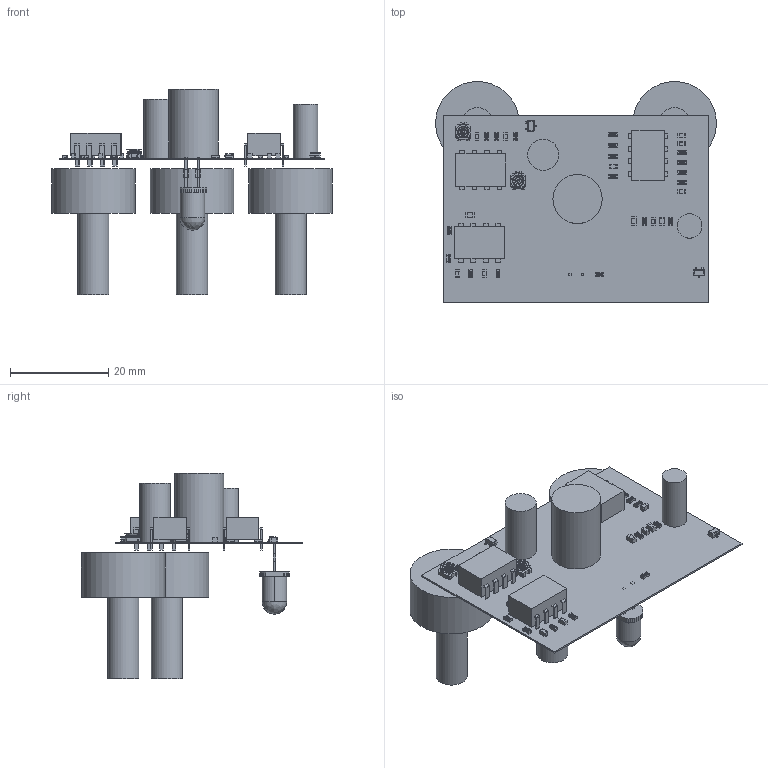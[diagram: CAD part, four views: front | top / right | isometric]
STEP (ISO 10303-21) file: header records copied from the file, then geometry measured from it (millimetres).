
FILE_DESCRIPTION(('Open CASCADE Model'),'2;1');
FILE_NAME('Open CASCADE Shape Model','2019-02-10T16:48:56',('Author'),( 'Open CASCADE'),'Open CASCADE STEP processor 6.8','Open CASCADE 6.8' ,'Unknown');
FILE_SCHEMA(('AUTOMOTIVE_DESIGN { 1 0 10303 214 1 1 1 1 }'));
Length unit declared in the file: millimetre
Products named in the file (109): PCB; Board; Open CASCADE STEP translator 6.8 2.1.1; C15; 7472847648; Extruded; 7472847168; C14; capacitor_0603; C13; C6; 7472850208; Cylinder; C1; 7472849808; U3; 7472845968; 7472845728; 7472845408; 7472845088; U2; 7472841408; 7472847328; 7472841008; 7472480176; U1; R23; 0603; R22; R19; R18; 35w; R17; R16; R15; R14; R13; R12; R5; R9 ...
Assembly tree (216 placements, depth 6):
  PCB
    Board
      Open CASCADE STEP translator 6.8 2.1.1
    C15
      7472847648
        Extruded
      7472847168  x2
        Extruded
    C14
      capacitor_0603
    C13
      capacitor_0603
    C6
      7472850208
        Cylinder
    C1
      7472849808
        Cylinder
    U3
      7472845968
        Extruded
      7472845728  x8
        Extruded
      7472845408  x8
        Extruded
      7472845088  x8
        Extruded
    U2
      7472841408
        Extruded
      7472847328  x8
        Extruded
      7472841008  x8
        Extruded
      7472480176  x8
        Extruded
    U1
      7472845968
        Extruded
      7472845728  x8
        Extruded
      7472845408  x8
        Extruded
      7472845088  x8
        Extruded
    R23
      0603
    R22
      0603
    R19
      0603
    R18
      35w
    R17
      0603
    R16
      0603
    R15
      0603
    R14
Bounding box: 57.13 x 44.96 x 41.75 mm (x, y, z)
Volume: 12230 mm3; surface area: 11778.5 mm2
Topology: 195 solids, 195 shells, 3296 faces, 7850 edges, 5002 vertices
Faces by surface type: plane 2031, bspline 844, cylinder 361, cone 36, sphere 16, torus 4, revolution 4
Full cylindrical faces by diameter (mm): 5 x1, 6.3 x1, 6.35 x3, 10 x1, 17 x3
Entity records: 26110 total; most frequent: CARTESIAN_POINT 8327, DIRECTION 3033, ORIENTED_EDGE 2872, EDGE_CURVE 1436, AXIS2_PLACEMENT_3D 1029, LINE 973, VECTOR 973, VERTEX_POINT 889
